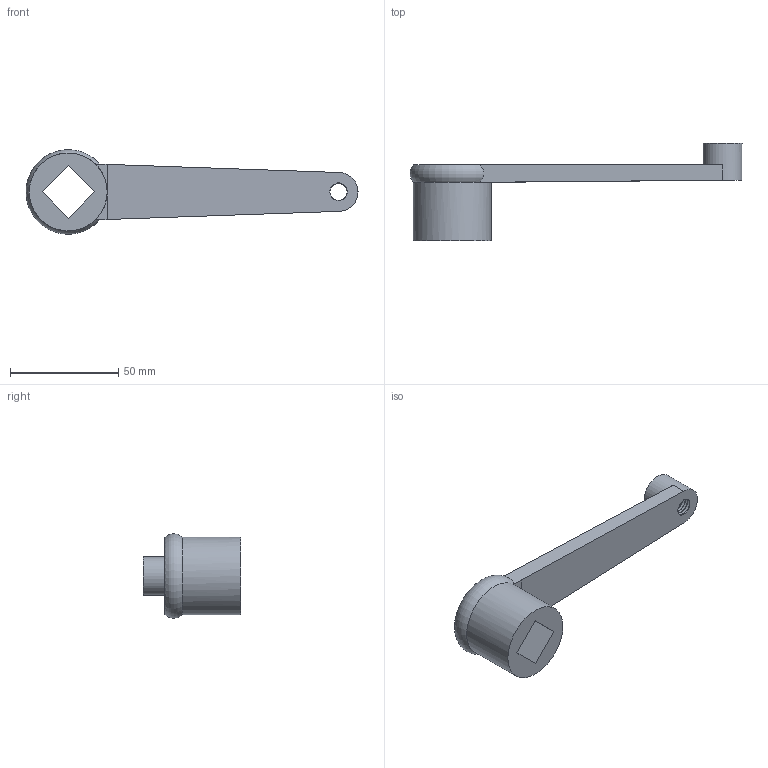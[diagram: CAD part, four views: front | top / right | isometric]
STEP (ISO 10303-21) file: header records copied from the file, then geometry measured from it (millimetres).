
FILE_DESCRIPTION(/* description */ (''),/* implementation_level */ '2;1');
FILE_NAME(/* name */ 'QB_125_N',/* time_stamp */ '2012-11-23T16:45:38+08:00',/* author */ (''),/* organization */ (''),/* preprocessor_version */ 'ST-DEVELOPER v9',/* originating_system */ 'UGS - NX 4.0',/* authorisation */ '');
FILE_SCHEMA (('CONFIG_CONTROL_DESIGN'));
Length unit declared in the file: millimetre
Products named in the file (1): Admi9823xmxe
Bounding box: 153.5 x 45 x 38.98 mm (x, y, z)
Volume: 45594.7 mm3; surface area: 15879.5 mm2
Topology: 1 solids, 1 shells, 20 faces, 51 edges, 33 vertices
Faces by surface type: plane 13, cylinder 4, bspline 2, torus 1
Full cylindrical faces by diameter (mm): 18 x1, 36 x1
Entity records: 2551 total; most frequent: CARTESIAN_POINT 2003, ORIENTED_EDGE 96, DIRECTION 86, EDGE_CURVE 48, VERTEX_POINT 32, AXIS2_PLACEMENT_3D 30, EDGE_LOOP 26, LINE 26
